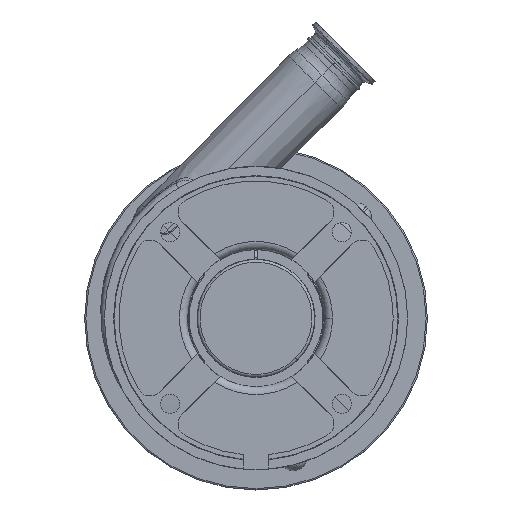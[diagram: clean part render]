
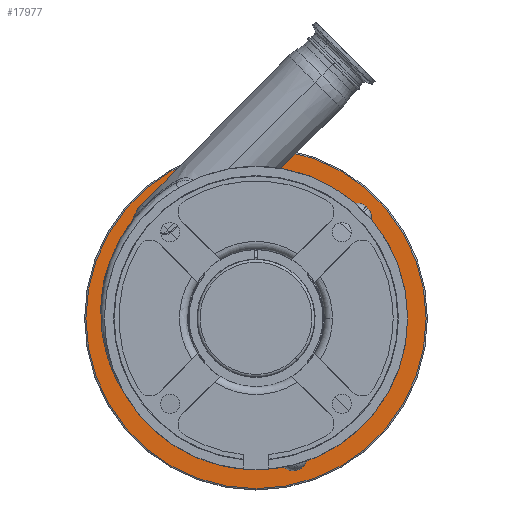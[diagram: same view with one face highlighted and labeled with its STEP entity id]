
A CAD part, top view. The second image highlights one B-rep face of the part: STEP entity #17977.
In plain terms, the highlighted planar face has unit normal (0, 0, 1).
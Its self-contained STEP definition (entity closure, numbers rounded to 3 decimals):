
#47 = DIRECTION ( 'NONE',  ( -1., 0., 0. ) ) ;
#415 = DIRECTION ( 'NONE',  ( -1., 0., 0. ) ) ;
#458 = CARTESIAN_POINT ( 'NONE',  ( -68.589, 68.589, -58.5 ) ) ;
#1929 = DIRECTION ( 'NONE',  ( -1., 0., 0. ) ) ;
#1954 = EDGE_LOOP ( 'NONE', ( #3508, #18163 ) ) ;
#2111 = DIRECTION ( 'NONE',  ( 0., 0., -1. ) ) ;
#2176 = VERTEX_POINT ( 'NONE', #3799 ) ;
#2223 = EDGE_CURVE ( 'NONE', #14461, #6171, #14060, .T. ) ;
#2647 = FACE_BOUND ( 'NONE', #3725, .T. ) ;
#2855 = DIRECTION ( 'NONE',  ( 0., 0., -1. ) ) ;
#3040 = CIRCLE ( 'NONE', #14412, 10. ) ;
#3136 = CARTESIAN_POINT ( 'NONE',  ( -129., 0., -58.5 ) ) ;
#3508 = ORIENTED_EDGE ( 'NONE', *, *, #12371, .T. ) ;
#3725 = EDGE_LOOP ( 'NONE', ( #11617, #10657 ) ) ;
#3749 = DIRECTION ( 'NONE',  ( 0., 0., -1. ) ) ;
#3799 = CARTESIAN_POINT ( 'NONE',  ( 70.004, 84.146, -58.5 ) ) ;
#3865 = DIRECTION ( 'NONE',  ( 1., 0., 0. ) ) ;
#4086 = CARTESIAN_POINT ( 'NONE',  ( 84.146, 70.004, -58.5 ) ) ;
#4327 = DIRECTION ( 'NONE',  ( -1., 0., 0. ) ) ;
#4545 = VERTEX_POINT ( 'NONE', #3136 ) ;
#4824 = VERTEX_POINT ( 'NONE', #8784 ) ;
#4919 = CARTESIAN_POINT ( 'NONE',  ( 0., 0., -58.5 ) ) ;
#4972 = DIRECTION ( 'NONE',  ( -1., 0., 0. ) ) ;
#5006 = DIRECTION ( 'NONE',  ( -1., 0., 0. ) ) ;
#5188 = DIRECTION ( 'NONE',  ( 0., 0., -1. ) ) ;
#5287 = CIRCLE ( 'NONE', #7085, 10. ) ;
#5646 = EDGE_CURVE ( 'NONE', #2176, #16361, #12662, .T. ) ;
#5769 = DIRECTION ( 'NONE',  ( -1., 0., 0. ) ) ;
#5855 = VERTEX_POINT ( 'NONE', #18216 ) ;
#5876 = DIRECTION ( 'NONE',  ( -1., 0., 0. ) ) ;
#6008 = VERTEX_POINT ( 'NONE', #11753 ) ;
#6062 = AXIS2_PLACEMENT_3D ( 'NONE', #7553, #13253, #5769 ) ;
#6171 = VERTEX_POINT ( 'NONE', #12219 ) ;
#6429 = EDGE_LOOP ( 'NONE', ( #9116, #7878 ) ) ;
#6819 = VERTEX_POINT ( 'NONE', #13110 ) ;
#6965 = DIRECTION ( 'NONE',  ( 0., 0., 1. ) ) ;
#7085 = AXIS2_PLACEMENT_3D ( 'NONE', #10647, #16513, #5006 ) ;
#7553 = CARTESIAN_POINT ( 'NONE',  ( 77.075, 77.075, -58.5 ) ) ;
#7878 = ORIENTED_EDGE ( 'NONE', *, *, #2223, .T. ) ;
#7947 = AXIS2_PLACEMENT_3D ( 'NONE', #16060, #11415, #5876 ) ;
#8483 = FACE_BOUND ( 'NONE', #1954, .T. ) ;
#8492 = ORIENTED_EDGE ( 'NONE', *, *, #17911, .T. ) ;
#8544 = AXIS2_PLACEMENT_3D ( 'NONE', #4919, #2111, #1929 ) ;
#8606 = EDGE_LOOP ( 'NONE', ( #8492, #8680 ) ) ;
#8680 = ORIENTED_EDGE ( 'NONE', *, *, #14812, .T. ) ;
#8784 = CARTESIAN_POINT ( 'NONE',  ( 129., 0., -58.5 ) ) ;
#9116 = ORIENTED_EDGE ( 'NONE', *, *, #12418, .T. ) ;
#9397 = AXIS2_PLACEMENT_3D ( 'NONE', #10892, #3749, #4972 ) ;
#9495 = AXIS2_PLACEMENT_3D ( 'NONE', #11018, #6965, #3865 ) ;
#10544 = EDGE_CURVE ( 'NONE', #16361, #2176, #17748, .T. ) ;
#10647 = CARTESIAN_POINT ( 'NONE',  ( -105.286, 28.211, -58.5 ) ) ;
#10657 = ORIENTED_EDGE ( 'NONE', *, *, #5646, .T. ) ;
#10892 = CARTESIAN_POINT ( 'NONE',  ( 77.075, 77.075, -58.5 ) ) ;
#11018 = CARTESIAN_POINT ( 'NONE',  ( 0., 0., -58.5 ) ) ;
#11138 = AXIS2_PLACEMENT_3D ( 'NONE', #14344, #15932, #4327 ) ;
#11205 = FACE_OUTER_BOUND ( 'NONE', #8606, .T. ) ;
#11415 = DIRECTION ( 'NONE',  ( 0., 0., -1. ) ) ;
#11598 = CARTESIAN_POINT ( 'NONE',  ( 0., 0., -58.5 ) ) ;
#11617 = ORIENTED_EDGE ( 'NONE', *, *, #10544, .T. ) ;
#11660 = CARTESIAN_POINT ( 'NONE',  ( 0., 0., -58.5 ) ) ;
#11753 = CARTESIAN_POINT ( 'NONE',  ( -98.215, 21.14, -58.5 ) ) ;
#11823 = CIRCLE ( 'NONE', #8544, 97. ) ;
#12219 = CARTESIAN_POINT ( 'NONE',  ( 68.589, -68.589, -58.5 ) ) ;
#12371 = EDGE_CURVE ( 'NONE', #16941, #5855, #17204, .T. ) ;
#12418 = EDGE_CURVE ( 'NONE', #6171, #14461, #11823, .T. ) ;
#12627 = AXIS2_PLACEMENT_3D ( 'NONE', #11660, #15661, #14534 ) ;
#12662 = CIRCLE ( 'NONE', #6062, 10. ) ;
#13110 = CARTESIAN_POINT ( 'NONE',  ( -112.357, 35.282, -58.5 ) ) ;
#13246 = DIRECTION ( 'NONE',  ( 0., 0., -1. ) ) ;
#13253 = DIRECTION ( 'NONE',  ( 0., 0., -1. ) ) ;
#13797 = EDGE_CURVE ( 'NONE', #5855, #16941, #3040, .T. ) ;
#13798 = FACE_BOUND ( 'NONE', #18322, .T. ) ;
#13819 = CIRCLE ( 'NONE', #11138, 10. ) ;
#13908 = FACE_BOUND ( 'NONE', #6429, .T. ) ;
#14046 = CARTESIAN_POINT ( 'NONE',  ( 35.282, -112.357, -58.5 ) ) ;
#14060 = CIRCLE ( 'NONE', #16752, 97. ) ;
#14344 = CARTESIAN_POINT ( 'NONE',  ( -105.286, 28.211, -58.5 ) ) ;
#14412 = AXIS2_PLACEMENT_3D ( 'NONE', #17090, #13246, #415 ) ;
#14461 = VERTEX_POINT ( 'NONE', #458 ) ;
#14534 = DIRECTION ( 'NONE',  ( 1., 0., 0. ) ) ;
#14545 = CIRCLE ( 'NONE', #9495, 129. ) ;
#14812 = EDGE_CURVE ( 'NONE', #4545, #4824, #18004, .T. ) ;
#14912 = EDGE_CURVE ( 'NONE', #6819, #6008, #13819, .T. ) ;
#15219 = ORIENTED_EDGE ( 'NONE', *, *, #14912, .T. ) ;
#15661 = DIRECTION ( 'NONE',  ( 0., 0., 1. ) ) ;
#15738 = AXIS2_PLACEMENT_3D ( 'NONE', #18409, #5188, #16710 ) ;
#15932 = DIRECTION ( 'NONE',  ( 0., 0., -1. ) ) ;
#16060 = CARTESIAN_POINT ( 'NONE',  ( 28.211, -105.286, -58.5 ) ) ;
#16361 = VERTEX_POINT ( 'NONE', #4086 ) ;
#16513 = DIRECTION ( 'NONE',  ( 0., 0., -1. ) ) ;
#16531 = ORIENTED_EDGE ( 'NONE', *, *, #17768, .T. ) ;
#16710 = DIRECTION ( 'NONE',  ( -1., 0., 0. ) ) ;
#16752 = AXIS2_PLACEMENT_3D ( 'NONE', #11598, #2855, #47 ) ;
#16941 = VERTEX_POINT ( 'NONE', #14046 ) ;
#17090 = CARTESIAN_POINT ( 'NONE',  ( 28.211, -105.286, -58.5 ) ) ;
#17204 = CIRCLE ( 'NONE', #7947, 10. ) ;
#17748 = CIRCLE ( 'NONE', #9397, 10. ) ;
#17768 = EDGE_CURVE ( 'NONE', #6008, #6819, #5287, .T. ) ;
#17911 = EDGE_CURVE ( 'NONE', #4824, #4545, #14545, .T. ) ;
#17977 = ADVANCED_FACE ( 'NONE', ( #2647, #13798, #8483, #13908, #11205 ), #18025, .F. ) ;
#18004 = CIRCLE ( 'NONE', #12627, 129. ) ;
#18025 = PLANE ( 'NONE',  #15738 ) ;
#18163 = ORIENTED_EDGE ( 'NONE', *, *, #13797, .T. ) ;
#18216 = CARTESIAN_POINT ( 'NONE',  ( 21.14, -98.215, -58.5 ) ) ;
#18322 = EDGE_LOOP ( 'NONE', ( #16531, #15219 ) ) ;
#18409 = CARTESIAN_POINT ( 'NONE',  ( 0., 64.295, -58.5 ) ) ;
